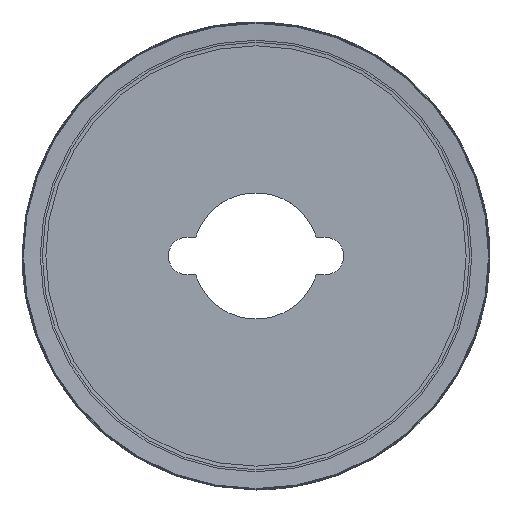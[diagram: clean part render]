
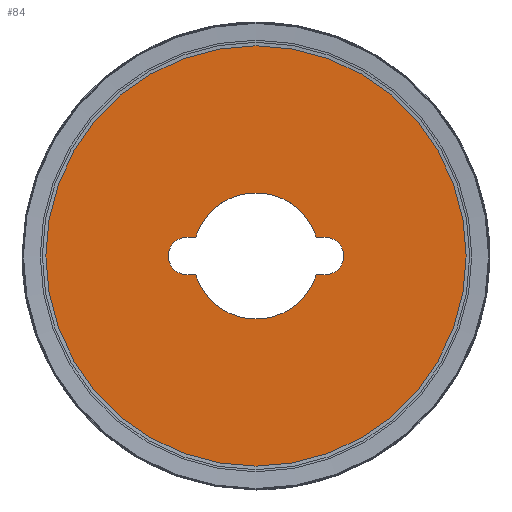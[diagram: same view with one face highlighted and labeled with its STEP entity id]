
A CAD part, top view. The second image highlights one B-rep face of the part: STEP entity #84.
In plain terms, the highlighted planar face has unit normal (0, 0, 1).
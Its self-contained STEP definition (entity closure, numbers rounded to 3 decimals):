
#84=ADVANCED_FACE('',(#129,#130),#123,.T.);
#123=PLANE('',#566);
#129=FACE_BOUND('',#191,.T.);
#130=FACE_BOUND('',#192,.T.);
#191=EDGE_LOOP('',(#293,#294,#295,#296,#297,#298,#299,#300));
#192=EDGE_LOOP('',(#301));
#261=LINE('',#811,#277);
#262=LINE('',#815,#278);
#263=LINE('',#819,#279);
#264=LINE('',#823,#280);
#277=VECTOR('',#644,1.);
#278=VECTOR('',#647,1.);
#279=VECTOR('',#650,1.);
#280=VECTOR('',#653,1.);
#293=ORIENTED_EDGE('',*,*,#447,.F.);
#294=ORIENTED_EDGE('',*,*,#448,.F.);
#295=ORIENTED_EDGE('',*,*,#449,.F.);
#296=ORIENTED_EDGE('',*,*,#450,.F.);
#297=ORIENTED_EDGE('',*,*,#451,.F.);
#298=ORIENTED_EDGE('',*,*,#452,.F.);
#299=ORIENTED_EDGE('',*,*,#453,.F.);
#300=ORIENTED_EDGE('',*,*,#454,.F.);
#301=ORIENTED_EDGE('',*,*,#455,.F.);
#401=VERTEX_POINT('',#809);
#402=VERTEX_POINT('',#810);
#403=VERTEX_POINT('',#812);
#404=VERTEX_POINT('',#814);
#405=VERTEX_POINT('',#816);
#406=VERTEX_POINT('',#818);
#407=VERTEX_POINT('',#820);
#408=VERTEX_POINT('',#822);
#409=VERTEX_POINT('',#825);
#447=EDGE_CURVE('',#401,#402,#501,.T.);
#448=EDGE_CURVE('',#403,#401,#261,.T.);
#449=EDGE_CURVE('',#404,#403,#502,.T.);
#450=EDGE_CURVE('',#405,#404,#262,.T.);
#451=EDGE_CURVE('',#406,#405,#503,.T.);
#452=EDGE_CURVE('',#407,#406,#263,.T.);
#453=EDGE_CURVE('',#408,#407,#504,.T.);
#454=EDGE_CURVE('',#402,#408,#264,.T.);
#455=EDGE_CURVE('',#409,#409,#505,.T.);
#501=CIRCLE('',#561,4.);
#502=CIRCLE('',#562,13.5);
#503=CIRCLE('',#563,4.);
#504=CIRCLE('',#564,13.5);
#505=CIRCLE('',#565,49.4);
#561=AXIS2_PLACEMENT_3D('',#808,#642,#643);
#562=AXIS2_PLACEMENT_3D('',#813,#645,#646);
#563=AXIS2_PLACEMENT_3D('',#817,#648,#649);
#564=AXIS2_PLACEMENT_3D('',#821,#651,#652);
#565=AXIS2_PLACEMENT_3D('',#824,#654,#655);
#566=AXIS2_PLACEMENT_3D('',#826,#656,#657);
#642=DIRECTION('',(0.,0.,1.));
#643=DIRECTION('',(1.,0.,0.));
#644=DIRECTION('',(-1.,0.,0.));
#645=DIRECTION('',(0.,0.,1.));
#646=DIRECTION('',(1.,0.,0.));
#647=DIRECTION('',(-1.,0.,0.));
#648=DIRECTION('',(0.,0.,1.));
#649=DIRECTION('',(-1.,0.,0.));
#650=DIRECTION('',(1.,0.,0.));
#651=DIRECTION('',(0.,0.,1.));
#652=DIRECTION('',(1.,0.,0.));
#653=DIRECTION('',(1.,0.,0.));
#654=DIRECTION('',(0.,0.,-1.));
#655=DIRECTION('',(-1.,0.,0.));
#656=DIRECTION('',(0.,0.,1.));
#657=DIRECTION('',(1.,0.,0.));
#808=CARTESIAN_POINT('',(-14.75,0.,0.));
#809=CARTESIAN_POINT('',(-14.75,4.,0.));
#810=CARTESIAN_POINT('',(-14.75,-4.,0.));
#811=CARTESIAN_POINT('',(-12.894,4.,0.));
#812=CARTESIAN_POINT('',(-12.894,4.,0.));
#813=CARTESIAN_POINT('',(0.,0.,0.));
#814=CARTESIAN_POINT('',(12.894,4.,0.));
#815=CARTESIAN_POINT('',(14.75,4.,0.));
#816=CARTESIAN_POINT('',(14.75,4.,0.));
#817=CARTESIAN_POINT('',(14.75,0.,0.));
#818=CARTESIAN_POINT('',(14.75,-4.,0.));
#819=CARTESIAN_POINT('',(12.894,-4.,0.));
#820=CARTESIAN_POINT('',(12.894,-4.,0.));
#821=CARTESIAN_POINT('',(0.,0.,0.));
#822=CARTESIAN_POINT('',(-12.894,-4.,0.));
#823=CARTESIAN_POINT('',(-14.75,-4.,0.));
#824=CARTESIAN_POINT('',(0.,0.,0.));
#825=CARTESIAN_POINT('',(-49.4,0.,0.));
#826=CARTESIAN_POINT('',(0.,0.,0.));
